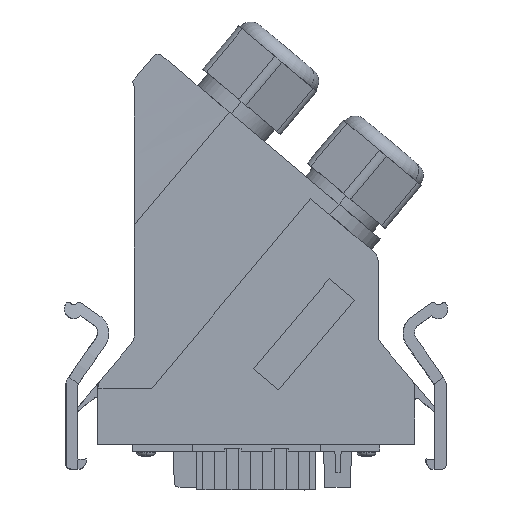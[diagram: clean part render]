
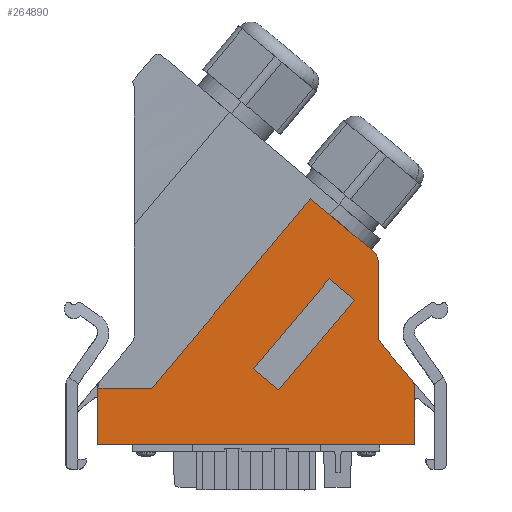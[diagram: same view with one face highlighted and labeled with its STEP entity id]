
A CAD part, top view. The second image highlights one B-rep face of the part: STEP entity #264890.
In plain terms, the highlighted face is planar.
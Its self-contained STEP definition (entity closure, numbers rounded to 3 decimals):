
#263480=CARTESIAN_POINT('',(-213.061,231.448,45.698
));
#263490=DIRECTION('',(1.,0.,0.));
#263500=DIRECTION('',(0.,1.,0.));
#263510=AXIS2_PLACEMENT_3D('',#263480,#263490,#263500);
#263520=PLANE('',#263510);
#263530=CARTESIAN_POINT('',(-213.061,245.316,
36.916));
#263540=DIRECTION('',(-1.,0.,0.));
#263550=DIRECTION('',(0.,1.,0.));
#263560=AXIS2_PLACEMENT_3D('',#263530,#263540,#263550);
#263570=CIRCLE('',#263560,3.);
#263580=CARTESIAN_POINT('',(-213.061,247.245,
39.214));
#263590=VERTEX_POINT('',#263580);
#263600=CARTESIAN_POINT('',(-213.061,248.316,
36.916));
#263610=VERTEX_POINT('',#263600);
#263620=EDGE_CURVE('',#263590,#263610,#263570,.T.);
#263630=ORIENTED_EDGE('',*,*,#263620,.F.);
#263640=CARTESIAN_POINT('',(-213.061,248.316,0.));
#263650=DIRECTION('',(0.,0.,-1.));
#263660=VECTOR('',#263650,1.);
#263670=LINE('',#263640,#263660);
#263680=CARTESIAN_POINT('',(-213.061,248.316,
21.391));
#263690=VERTEX_POINT('',#263680);
#263700=EDGE_CURVE('',#263610,#263690,#263670,.T.);
#263710=ORIENTED_EDGE('',*,*,#263700,.F.);
#263720=CARTESIAN_POINT('',(-213.061,251.316,
21.391));
#263730=DIRECTION('',(1.,0.,0.));
#263740=DIRECTION('',(0.,-1.,0.));
#263750=AXIS2_PLACEMENT_3D('',#263720,#263730,#263740);
#263760=CIRCLE('',#263750,3.);
#263770=CARTESIAN_POINT('',(-213.061,249.018,
19.463));
#263780=VERTEX_POINT('',#263770);
#263790=EDGE_CURVE('',#263690,#263780,#263760,.T.);
#263800=ORIENTED_EDGE('',*,*,#263790,.F.);
#263810=CARTESIAN_POINT('',(-213.061,265.349,0.));
#263820=DIRECTION('',(0.,0.643,-0.766));
#263830=VECTOR('',#263820,1.);
#263840=LINE('',#263810,#263830);
#263850=CARTESIAN_POINT('',(-213.061,255.417,
11.836));
#263860=VERTEX_POINT('',#263850);
#263870=EDGE_CURVE('',#263780,#263860,#263840,.T.);
#263880=ORIENTED_EDGE('',*,*,#263870,.F.);
#263890=CARTESIAN_POINT('',(-213.061,253.119,9.908));
#263900=DIRECTION('',(1.,0.,0.));
#263910=DIRECTION('',(0.,-1.,0.));
#263920=AXIS2_PLACEMENT_3D('',#263890,#263900,#263910);
#263930=CIRCLE('',#263920,3.);
#263940=CARTESIAN_POINT('',(-213.061,256.119,9.908));
#263950=VERTEX_POINT('',#263940);
#263960=EDGE_CURVE('',#263950,#263860,#263930,.T.);
#263970=ORIENTED_EDGE('',*,*,#263960,.T.);
#263980=CARTESIAN_POINT('',(-213.061,256.119,0.));
#263990=DIRECTION('',(0.,0.,-1.));
#264000=VECTOR('',#263990,1.);
#264010=LINE('',#263980,#264000);
#264020=CARTESIAN_POINT('',(-213.061,256.119,-2.));
#264030=VERTEX_POINT('',#264020);
#264040=EDGE_CURVE('',#263950,#264030,#264010,.T.);
#264050=ORIENTED_EDGE('',*,*,#264040,.F.);
#264060=CARTESIAN_POINT('',(-213.061,0.,-2.));
#264070=DIRECTION('',(0.,1.,0.));
#264080=VECTOR('',#264070,1.);
#264090=LINE('',#264060,#264080);
#264100=CARTESIAN_POINT('',(-213.061,188.559,-2.));
#264110=VERTEX_POINT('',#264100);
#264120=EDGE_CURVE('',#264110,#264030,#264090,.T.);
#264130=ORIENTED_EDGE('',*,*,#264120,.T.);
#264140=CARTESIAN_POINT('',(-213.061,188.559,0.));
#264150=DIRECTION('',(0.,0.,1.));
#264160=VECTOR('',#264150,1.);
#264170=LINE('',#264140,#264160);
#264180=CARTESIAN_POINT('',(-213.061,188.559,9.908));
#264190=VERTEX_POINT('',#264180);
#264200=EDGE_CURVE('',#264110,#264190,#264170,.T.);
#264210=ORIENTED_EDGE('',*,*,#264200,.F.);
#264220=CARTESIAN_POINT('',(-213.061,191.559,9.908));
#264230=DIRECTION('',(-1.,0.,0.));
#264240=DIRECTION('',(0.,-1.,0.));
#264250=AXIS2_PLACEMENT_3D('',#264220,#264230,#264240);
#264260=CIRCLE('',#264250,3.);
#264270=CARTESIAN_POINT('',(-213.061,188.561,10.));
#264280=VERTEX_POINT('',#264270);
#264290=EDGE_CURVE('',#264190,#264280,#264260,.T.);
#264300=ORIENTED_EDGE('',*,*,#264290,.F.);
#264310=CARTESIAN_POINT('',(-213.061,0.,10.));
#264320=DIRECTION('',(0.,-1.,0.));
#264330=VECTOR('',#264320,1.);
#264340=LINE('',#264310,#264330);
#264350=CARTESIAN_POINT('',(-213.061,200.064,10.));
#264360=VERTEX_POINT('',#264350);
#264370=EDGE_CURVE('',#264360,#264280,#264340,.T.);
#264380=ORIENTED_EDGE('',*,*,#264370,.T.);
#264390=CARTESIAN_POINT('',(-213.061,191.673,0.));
#264400=DIRECTION('',(0.,0.643,0.766));
#264410=VECTOR('',#264400,1.);
#264420=LINE('',#264390,#264410);
#264430=CARTESIAN_POINT('',(-213.061,233.943,
50.375));
#264440=VERTEX_POINT('',#264430);
#264450=EDGE_CURVE('',#264360,#264440,#264420,.T.);
#264460=ORIENTED_EDGE('',*,*,#264450,.F.);
#264470=CARTESIAN_POINT('',(-213.061,0.,246.677));
#264480=DIRECTION('',(0.,0.766,-0.643));
#264490=VECTOR('',#264480,1.);
#264500=LINE('',#264470,#264490);
#264510=EDGE_CURVE('',#264440,#263590,#264500,.T.);
#264520=ORIENTED_EDGE('',*,*,#264510,.F.);
#264530=EDGE_LOOP('',(#264520,#264460,#264380,#264300,#264210,#264130,
#264050,#263970,#263880,#263800,#263710,#263630));
#264540=FACE_OUTER_BOUND('',#264530,.T.);
#264550=CARTESIAN_POINT('',(-213.061,209.948,0.));
#264560=DIRECTION('',(0.,-0.643,-0.766));
#264570=VECTOR('',#264560,1.);
#264580=LINE('',#264550,#264570);
#264590=CARTESIAN_POINT('',(-213.061,237.88,
33.288));
#264600=VERTEX_POINT('',#264590);
#264610=CARTESIAN_POINT('',(-213.061,221.791,
14.114));
#264620=VERTEX_POINT('',#264610);
#264630=EDGE_CURVE('',#264600,#264620,#264580,.T.);
#264640=ORIENTED_EDGE('',*,*,#264630,.F.);
#264650=CARTESIAN_POINT('',(-213.061,0.,200.219));
#264660=DIRECTION('',(0.,0.766,-0.643));
#264670=VECTOR('',#264660,1.);
#264680=LINE('',#264650,#264670);
#264690=CARTESIAN_POINT('',(-213.061,227.154,
9.614));
#264700=VERTEX_POINT('',#264690);
#264710=EDGE_CURVE('',#264620,#264700,#264680,.T.);
#264720=ORIENTED_EDGE('',*,*,#264710,.F.);
#264730=CARTESIAN_POINT('',(-213.061,219.086,0.));
#264740=DIRECTION('',(0.,0.643,0.766));
#264750=VECTOR('',#264740,1.);
#264760=LINE('',#264730,#264750);
#264770=CARTESIAN_POINT('',(-213.061,243.243,
28.788));
#264780=VERTEX_POINT('',#264770);
#264790=EDGE_CURVE('',#264700,#264780,#264760,.T.);
#264800=ORIENTED_EDGE('',*,*,#264790,.F.);
#264810=CARTESIAN_POINT('',(-213.061,0.,232.893));
#264820=DIRECTION('',(0.,-0.766,0.643));
#264830=VECTOR('',#264820,1.);
#264840=LINE('',#264810,#264830);
#264850=EDGE_CURVE('',#264780,#264600,#264840,.T.);
#264860=ORIENTED_EDGE('',*,*,#264850,.F.);
#264870=EDGE_LOOP('',(#264860,#264800,#264720,#264640));
#264880=FACE_BOUND('',#264870,.T.);
#264890=ADVANCED_FACE('',(#264540,#264880),#263520,.T.);
